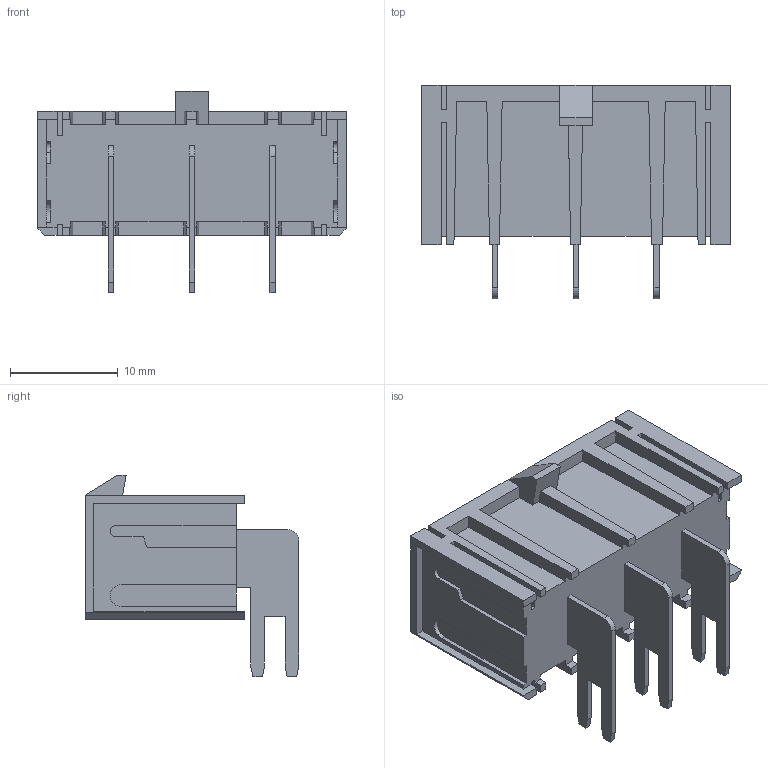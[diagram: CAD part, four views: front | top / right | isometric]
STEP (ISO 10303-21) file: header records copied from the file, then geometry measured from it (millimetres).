
FILE_DESCRIPTION((''),'2;1');
FILE_NAME('460071303','2016-02-26T',('ME'),(''),'PRO/ENGINEER BY PARAMETRIC TECHNOLOGY CORPORATION, 2012310','PRO/ENGINEER BY PARAMETRIC TECHNOLOGY CORPORATION, 2012310','');
FILE_SCHEMA(('CONFIG_CONTROL_DESIGN'));
Length unit declared in the file: inch
Products named in the file (1): 460071303
Bounding box: 28.57 x 19.79 x 18.72 mm (x, y, z)
Volume: 3299.3 mm3; surface area: 3129.7 mm2
Topology: 1 solids, 1 shells, 227 faces, 652 edges, 438 vertices
Faces by surface type: plane 220, cylinder 7
Entity records: 7331 total; most frequent: CARTESIAN_POINT 1306, ORIENTED_EDGE 1280, DIRECTION 1134, EDGE_CURVE 640, VECTOR 626, LINE 626, VERTEX_POINT 426, AXIS2_PLACEMENT_3D 254
